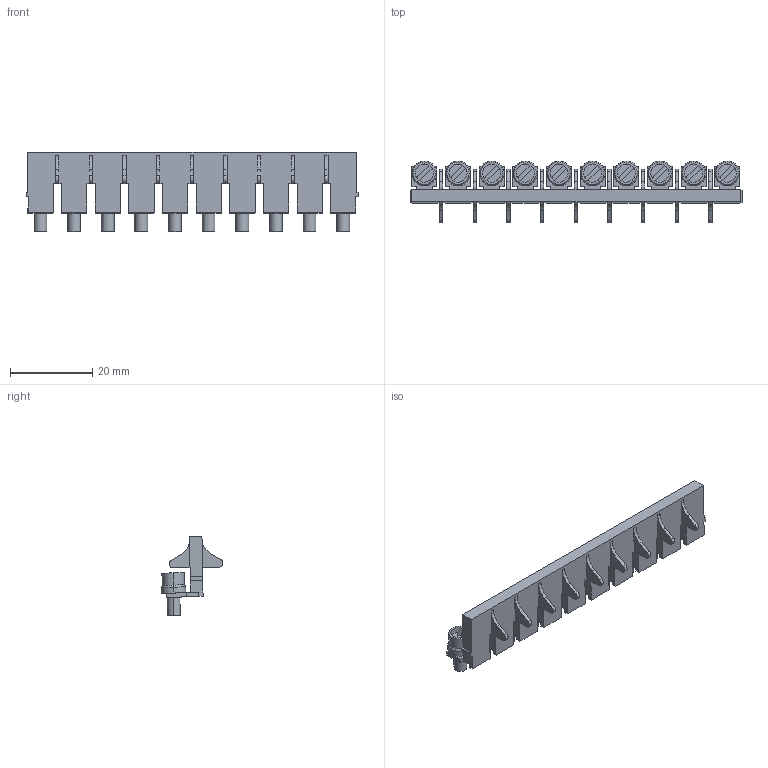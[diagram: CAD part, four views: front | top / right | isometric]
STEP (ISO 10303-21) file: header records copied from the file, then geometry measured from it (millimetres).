
FILE_DESCRIPTION(('Creo Elements/Direct Modeling STEP Export'),'2;1');
FILE_NAME('model.stp','2018-04-10T14:30:17',(''),(''),'Creo Elements/Direct Modeling STEP processor for AP214 (Solid Model)','Creo Elements/Direct Modeling 18.1I 14-Aug-2016 (C) Parametric Technology GmbH','');
FILE_SCHEMA(('AUTOMOTIVE_DESIGN { 1 0 10303 214 1 1 1 1 }'));
Length unit declared in the file: millimetre
Products named in the file (2): SB_10-8-T_SO-select
Assembly tree (1 placements, depth 2):
  SB_10-8-T_SO-select
    SB_10-8-T_SO-select
Bounding box: 80.9 x 15.09 x 19.36 mm (x, y, z)
Volume: 4976.9 mm3; surface area: 6335.3 mm2
Topology: 1 solids, 1 shells, 510 faces, 1414 edges, 916 vertices
Faces by surface type: plane 374, cylinder 116, cone 20
Entity records: 19390 total; most frequent: ORIENTED_EDGE 2828, CARTESIAN_POINT 2659, DIRECTION 2414, EDGE_CURVE 1414, VECTOR 1072, LINE 1072, VERTEX_POINT 916, AXIS2_PLACEMENT_3D 671
